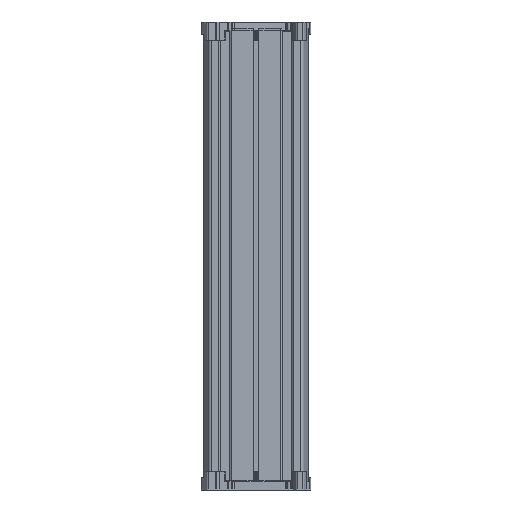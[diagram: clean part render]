
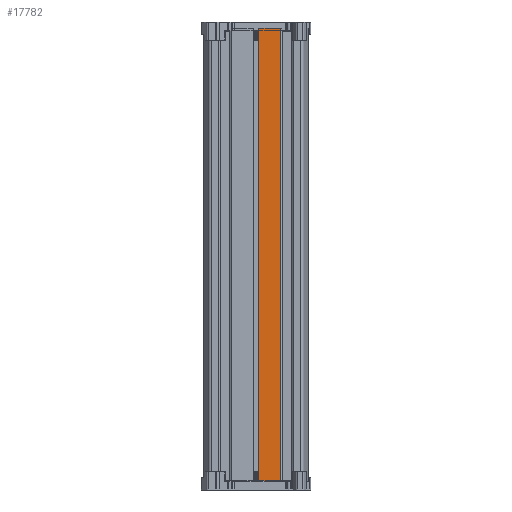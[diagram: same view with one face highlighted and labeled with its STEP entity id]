
A CAD part, front view. The second image highlights one B-rep face of the part: STEP entity #17782.
In plain terms, the highlighted planar face has unit normal (0, -1, 0).
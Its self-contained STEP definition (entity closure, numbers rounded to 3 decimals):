
#5 = VECTOR ( 'NONE', #10908, 1000. ) ;
#1234 = CARTESIAN_POINT ( 'NONE',  ( 1.25, -15.55, -71. ) ) ;
#1402 = PLANE ( 'NONE',  #10620 ) ;
#1677 = EDGE_CURVE ( 'NONE', #13326, #6453, #14330, .T. ) ;
#1822 = CARTESIAN_POINT ( 'NONE',  ( 1.25, -15.55, -71. ) ) ;
#1959 = DIRECTION ( 'NONE',  ( 1., 0., 0. ) ) ;
#2156 = VERTEX_POINT ( 'NONE', #13184 ) ;
#3087 = EDGE_LOOP ( 'NONE', ( #5841, #8414, #6640, #3686 ) ) ;
#3466 = LINE ( 'NONE', #10847, #5 ) ;
#3686 = ORIENTED_EDGE ( 'NONE', *, *, #13841, .T. ) ;
#3969 = CARTESIAN_POINT ( 'NONE',  ( 10.8, -15.55, -71. ) ) ;
#4927 = LINE ( 'NONE', #1822, #16094 ) ;
#5462 = CARTESIAN_POINT ( 'NONE',  ( 1.25, -15.55, 129. ) ) ;
#5841 = ORIENTED_EDGE ( 'NONE', *, *, #1677, .F. ) ;
#6453 = VERTEX_POINT ( 'NONE', #16331 ) ;
#6628 = EDGE_CURVE ( 'NONE', #12605, #2156, #4927, .T. ) ;
#6640 = ORIENTED_EDGE ( 'NONE', *, *, #6628, .T. ) ;
#7302 = LINE ( 'NONE', #3969, #12212 ) ;
#7564 = DIRECTION ( 'NONE',  ( 1., 0., 0. ) ) ;
#8414 = ORIENTED_EDGE ( 'NONE', *, *, #16652, .F. ) ;
#10620 = AXIS2_PLACEMENT_3D ( 'NONE', #1234, #13768, #16566 ) ;
#10785 = DIRECTION ( 'NONE',  ( 0., 0., 1. ) ) ;
#10847 = CARTESIAN_POINT ( 'NONE',  ( 1.25, -15.55, -71. ) ) ;
#10908 = DIRECTION ( 'NONE',  ( 0., 0., 1. ) ) ;
#11184 = FACE_OUTER_BOUND ( 'NONE', #3087, .T. ) ;
#12188 = VECTOR ( 'NONE', #7564, 1000. ) ;
#12212 = VECTOR ( 'NONE', #10785, 1000. ) ;
#12605 = VERTEX_POINT ( 'NONE', #13149 ) ;
#13149 = CARTESIAN_POINT ( 'NONE',  ( 1.25, -15.55, -71. ) ) ;
#13184 = CARTESIAN_POINT ( 'NONE',  ( 10.8, -15.55, -71. ) ) ;
#13326 = VERTEX_POINT ( 'NONE', #5462 ) ;
#13768 = DIRECTION ( 'NONE',  ( 0., -1., 0. ) ) ;
#13841 = EDGE_CURVE ( 'NONE', #2156, #6453, #7302, .T. ) ;
#14330 = LINE ( 'NONE', #17167, #12188 ) ;
#16094 = VECTOR ( 'NONE', #1959, 1000. ) ;
#16331 = CARTESIAN_POINT ( 'NONE',  ( 10.8, -15.55, 129. ) ) ;
#16566 = DIRECTION ( 'NONE',  ( 0., 0., -1. ) ) ;
#16652 = EDGE_CURVE ( 'NONE', #12605, #13326, #3466, .T. ) ;
#17167 = CARTESIAN_POINT ( 'NONE',  ( 1.25, -15.55, 129. ) ) ;
#17782 = ADVANCED_FACE ( 'NONE', ( #11184 ), #1402, .T. ) ;
